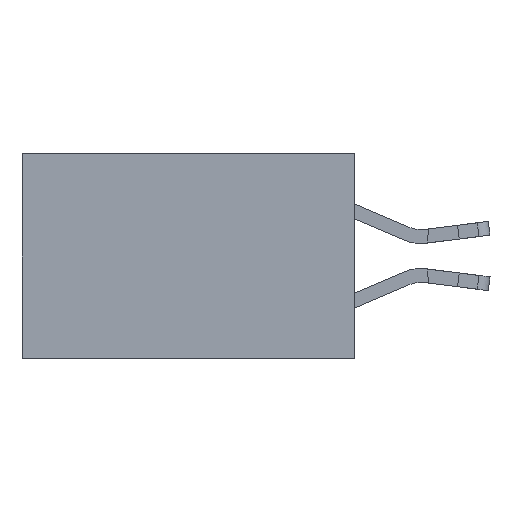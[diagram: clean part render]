
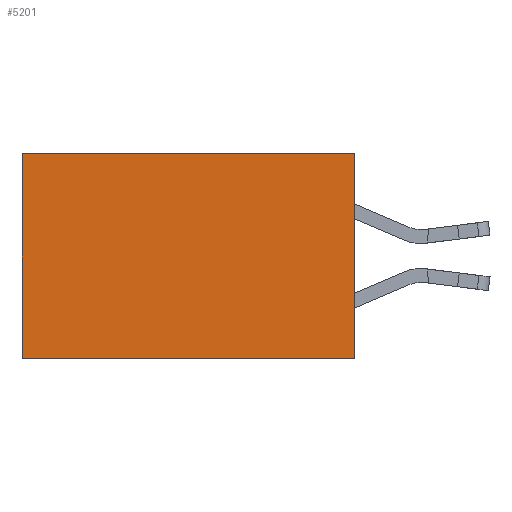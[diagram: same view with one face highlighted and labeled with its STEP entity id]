
A CAD part, left-side view. The second image highlights one B-rep face of the part: STEP entity #5201.
In plain terms, the highlighted planar face has unit normal (-1, 0, 0).
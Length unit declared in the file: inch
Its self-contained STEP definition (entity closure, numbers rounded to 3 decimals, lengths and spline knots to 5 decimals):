
#14 = CARTESIAN_POINT ( 'NONE',  ( 0.2615, 0., 0. ) ) ;
#792 = LINE ( 'NONE', #2978, #9840 ) ;
#1182 = CARTESIAN_POINT ( 'NONE',  ( 0.2615, 0.6, -0.37 ) ) ;
#2044 = VECTOR ( 'NONE', #3884, 39.37008 ) ;
#2127 = ORIENTED_EDGE ( 'NONE', *, *, #3555, .T. ) ;
#2277 = CARTESIAN_POINT ( 'NONE',  ( 0.2615, 0., -0.37 ) ) ;
#2508 = ORIENTED_EDGE ( 'NONE', *, *, #11947, .F. ) ;
#2555 = DIRECTION ( 'NONE',  ( 0., 0., -1. ) ) ;
#2978 = CARTESIAN_POINT ( 'NONE',  ( 0.2615, 0., -0.37 ) ) ;
#3173 = VERTEX_POINT ( 'NONE', #1182 ) ;
#3555 = EDGE_CURVE ( 'NONE', #13826, #3173, #12704, .T. ) ;
#3562 = VECTOR ( 'NONE', #11290, 39.37008 ) ;
#3884 = DIRECTION ( 'NONE',  ( 0., 1., 0. ) ) ;
#3900 = CARTESIAN_POINT ( 'NONE',  ( 0.2615, 0., -0.37 ) ) ;
#5094 = CARTESIAN_POINT ( 'NONE',  ( 0.2615, 0.6, 0. ) ) ;
#5201 = ADVANCED_FACE ( 'NONE', ( #11399 ), #10380, .F. ) ;
#5631 = VERTEX_POINT ( 'NONE', #2277 ) ;
#5633 = LINE ( 'NONE', #3900, #2044 ) ;
#5704 = ORIENTED_EDGE ( 'NONE', *, *, #7145, .T. ) ;
#6091 = VECTOR ( 'NONE', #8742, 39.37008 ) ;
#7145 = EDGE_CURVE ( 'NONE', #8865, #13826, #12225, .T. ) ;
#8742 = DIRECTION ( 'NONE',  ( 0., 1., 0. ) ) ;
#8761 = DIRECTION ( 'NONE',  ( 0., 0., -1. ) ) ;
#8865 = VERTEX_POINT ( 'NONE', #14 ) ;
#8869 = CARTESIAN_POINT ( 'NONE',  ( 0.2615, 0., 0. ) ) ;
#8951 = DIRECTION ( 'NONE',  ( 1., 0., 0. ) ) ;
#9840 = VECTOR ( 'NONE', #2555, 39.37008 ) ;
#10380 = PLANE ( 'NONE',  #13041 ) ;
#11290 = DIRECTION ( 'NONE',  ( 0., 0., -1. ) ) ;
#11399 = FACE_OUTER_BOUND ( 'NONE', #13427, .T. ) ;
#11439 = CARTESIAN_POINT ( 'NONE',  ( 0.2615, 0.6, -0.37 ) ) ;
#11698 = CARTESIAN_POINT ( 'NONE',  ( 0.2615, 0., -0.37 ) ) ;
#11947 = EDGE_CURVE ( 'NONE', #8865, #5631, #792, .T. ) ;
#12225 = LINE ( 'NONE', #8869, #6091 ) ;
#12704 = LINE ( 'NONE', #11439, #3562 ) ;
#13041 = AXIS2_PLACEMENT_3D ( 'NONE', #11698, #8951, #8761 ) ;
#13427 = EDGE_LOOP ( 'NONE', ( #2127, #14292, #2508, #5704 ) ) ;
#13826 = VERTEX_POINT ( 'NONE', #5094 ) ;
#13986 = EDGE_CURVE ( 'NONE', #5631, #3173, #5633, .T. ) ;
#14292 = ORIENTED_EDGE ( 'NONE', *, *, #13986, .F. ) ;
